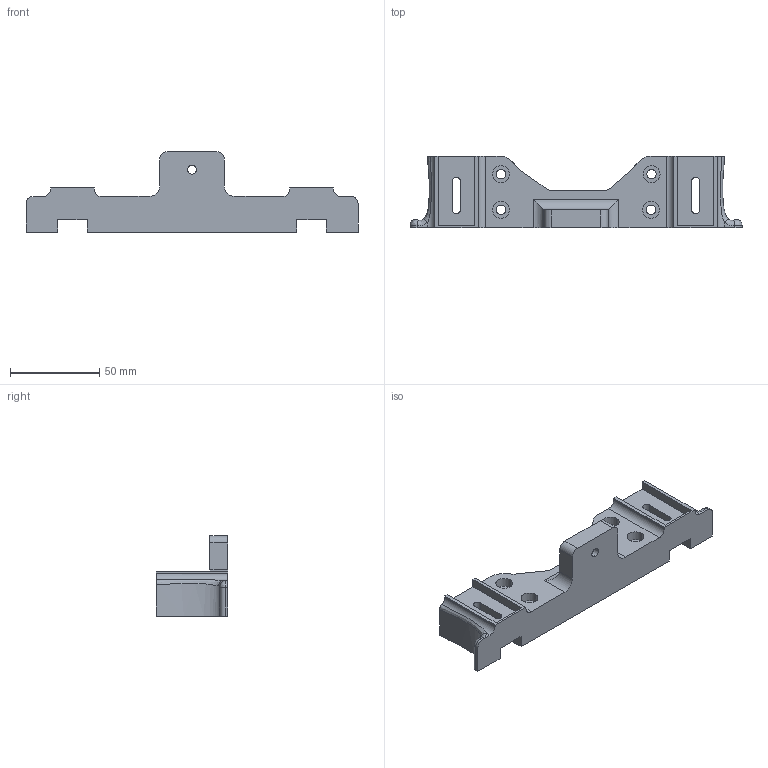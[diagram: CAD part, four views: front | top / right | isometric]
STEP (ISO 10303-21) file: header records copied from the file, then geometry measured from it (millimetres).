
FILE_DESCRIPTION (( 'STEP AP203' ), '1' );
FILE_NAME ('Opt_Unbalance Rotor_Flat Base_Rev1_sldprt.STEP', '2022-10-13T17:36:15', ( '' ), ( '' ), 'SwSTEP 2.0', 'SolidWorks 2022', '' );
FILE_SCHEMA (( 'CONFIG_CONTROL_DESIGN' ));
Length unit declared in the file: millimetre
Products named in the file (1): Opt_Unbalance Rotor_Flat Base_Rev1_sldprt
Bounding box: 186 x 40 x 45 mm (x, y, z)
Volume: 108529.7 mm3; surface area: 27574 mm2
Topology: 1 solids, 1 shells, 108 faces, 287 edges, 188 vertices
Faces by surface type: plane 57, cylinder 39, bspline 10, cone 2
Entity records: 3967 total; most frequent: CARTESIAN_POINT 1179, ORIENTED_EDGE 574, DIRECTION 541, EDGE_CURVE 287, VERTEX_POINT 188, VECTOR 187, LINE 187, AXIS2_PLACEMENT_3D 177
